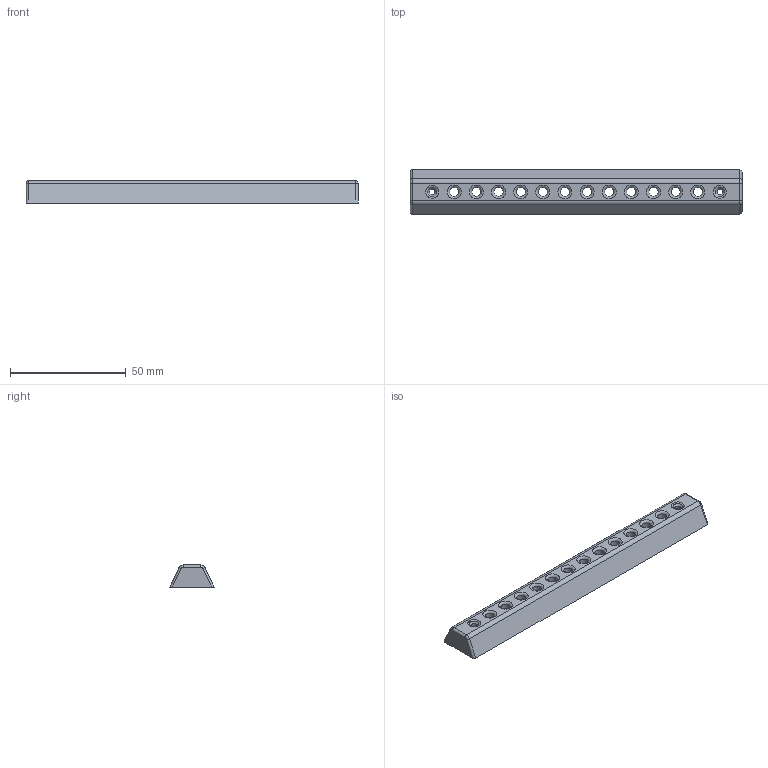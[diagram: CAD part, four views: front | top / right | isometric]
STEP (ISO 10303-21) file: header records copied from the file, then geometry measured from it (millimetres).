
FILE_DESCRIPTION(('FreeCAD Model'),'2;1');
FILE_NAME('HarmonicaMouthpieceFINAL-v02.step', '2018-09-26T17:57:46',('Author'),(''), 'Open CASCADE STEP processor 7.2','FreeCAD','Unknown');
FILE_SCHEMA(('AUTOMOTIVE_DESIGN_CC2 { 1 2 10303 214 -1 1 5 4 }'));
Length unit declared in the file: millimetre
Products named in the file (1): Fillet004
Bounding box: 143.25 x 19.05 x 9.53 mm (x, y, z)
Volume: 18263.4 mm3; surface area: 8563.9 mm2
Topology: 1 solids, 1 shells, 48 faces, 114 edges, 68 vertices
Faces by surface type: cylinder 22, torus 18, plane 6, cone 2
Full cylindrical faces by diameter (mm): 2.5 x2, 4 x12
Entity records: 3286 total; most frequent: CARTESIAN_POINT 573, DIRECTION 462, ORIENTED_EDGE 228, PCURVE 228, DEFINITIONAL_REPRESENTATION 228, LINE 178, VECTOR 178, AXIS2_PLACEMENT_3D 127
